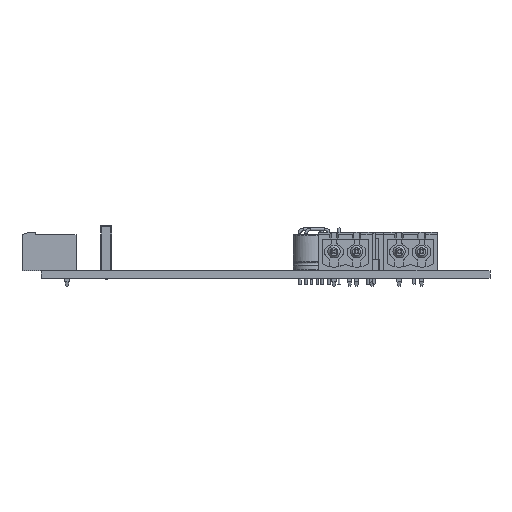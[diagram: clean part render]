
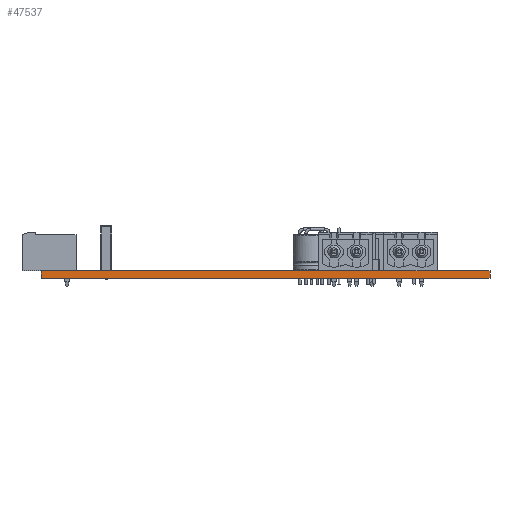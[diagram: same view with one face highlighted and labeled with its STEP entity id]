
A CAD part, front view. The second image highlights one B-rep face of the part: STEP entity #47537.
In plain terms, the highlighted planar face has unit normal (0, -1, 0).
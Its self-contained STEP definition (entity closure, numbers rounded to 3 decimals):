
#47537 = ADVANCED_FACE('',(#47538),#47552,.T.);
#47538 = FACE_BOUND('',#47539,.T.);
#47539 = EDGE_LOOP('',(#47540,#47575,#47603,#47631));
#47540 = ORIENTED_EDGE('',*,*,#47541,.T.);
#47541 = EDGE_CURVE('',#47542,#47544,#47546,.T.);
#47542 = VERTEX_POINT('',#47543);
#47543 = CARTESIAN_POINT('',(200.69,-148.782,0.));
#47544 = VERTEX_POINT('',#47545);
#47545 = CARTESIAN_POINT('',(200.69,-148.782,1.58));
#47546 = SURFACE_CURVE('',#47547,(#47551,#47563),.PCURVE_S1.);
#47547 = LINE('',#47548,#47549);
#47548 = CARTESIAN_POINT('',(200.69,-148.782,0.));
#47549 = VECTOR('',#47550,1.);
#47550 = DIRECTION('',(0.,0.,1.));
#47551 = PCURVE('',#47552,#47557);
#47552 = PLANE('',#47553);
#47553 = AXIS2_PLACEMENT_3D('',#47554,#47555,#47556);
#47554 = CARTESIAN_POINT('',(200.69,-148.782,0.));
#47555 = DIRECTION('',(0.,-1.,0.));
#47556 = DIRECTION('',(-1.,0.,0.));
#47557 = DEFINITIONAL_REPRESENTATION('',(#47558),#47562);
#47558 = LINE('',#47559,#47560);
#47559 = CARTESIAN_POINT('',(0.,-0.));
#47560 = VECTOR('',#47561,1.);
#47561 = DIRECTION('',(0.,-1.));
#47562 = ( GEOMETRIC_REPRESENTATION_CONTEXT(2) 
PARAMETRIC_REPRESENTATION_CONTEXT() REPRESENTATION_CONTEXT('2D SPACE',''
  ) );
#47563 = PCURVE('',#47564,#47569);
#47564 = PLANE('',#47565);
#47565 = AXIS2_PLACEMENT_3D('',#47566,#47567,#47568);
#47566 = CARTESIAN_POINT('',(200.69,-61.,0.));
#47567 = DIRECTION('',(1.,0.,-0.));
#47568 = DIRECTION('',(0.,-1.,0.));
#47569 = DEFINITIONAL_REPRESENTATION('',(#47570),#47574);
#47570 = LINE('',#47571,#47572);
#47571 = CARTESIAN_POINT('',(87.782,0.));
#47572 = VECTOR('',#47573,1.);
#47573 = DIRECTION('',(0.,-1.));
#47574 = ( GEOMETRIC_REPRESENTATION_CONTEXT(2) 
PARAMETRIC_REPRESENTATION_CONTEXT() REPRESENTATION_CONTEXT('2D SPACE',''
  ) );
#47575 = ORIENTED_EDGE('',*,*,#47576,.T.);
#47576 = EDGE_CURVE('',#47544,#47577,#47579,.T.);
#47577 = VERTEX_POINT('',#47578);
#47578 = CARTESIAN_POINT('',(101.,-148.782,1.58));
#47579 = SURFACE_CURVE('',#47580,(#47584,#47591),.PCURVE_S1.);
#47580 = LINE('',#47581,#47582);
#47581 = CARTESIAN_POINT('',(200.69,-148.782,1.58));
#47582 = VECTOR('',#47583,1.);
#47583 = DIRECTION('',(-1.,0.,0.));
#47584 = PCURVE('',#47552,#47585);
#47585 = DEFINITIONAL_REPRESENTATION('',(#47586),#47590);
#47586 = LINE('',#47587,#47588);
#47587 = CARTESIAN_POINT('',(0.,-1.58));
#47588 = VECTOR('',#47589,1.);
#47589 = DIRECTION('',(1.,0.));
#47590 = ( GEOMETRIC_REPRESENTATION_CONTEXT(2) 
PARAMETRIC_REPRESENTATION_CONTEXT() REPRESENTATION_CONTEXT('2D SPACE',''
  ) );
#47591 = PCURVE('',#47592,#47597);
#47592 = PLANE('',#47593);
#47593 = AXIS2_PLACEMENT_3D('',#47594,#47595,#47596);
#47594 = CARTESIAN_POINT('',(150.845,-104.891,1.58));
#47595 = DIRECTION('',(-0.,-0.,-1.));
#47596 = DIRECTION('',(-1.,0.,0.));
#47597 = DEFINITIONAL_REPRESENTATION('',(#47598),#47602);
#47598 = LINE('',#47599,#47600);
#47599 = CARTESIAN_POINT('',(-49.845,-43.891));
#47600 = VECTOR('',#47601,1.);
#47601 = DIRECTION('',(1.,0.));
#47602 = ( GEOMETRIC_REPRESENTATION_CONTEXT(2) 
PARAMETRIC_REPRESENTATION_CONTEXT() REPRESENTATION_CONTEXT('2D SPACE',''
  ) );
#47603 = ORIENTED_EDGE('',*,*,#47604,.F.);
#47604 = EDGE_CURVE('',#47605,#47577,#47607,.T.);
#47605 = VERTEX_POINT('',#47606);
#47606 = CARTESIAN_POINT('',(101.,-148.782,0.));
#47607 = SURFACE_CURVE('',#47608,(#47612,#47619),.PCURVE_S1.);
#47608 = LINE('',#47609,#47610);
#47609 = CARTESIAN_POINT('',(101.,-148.782,0.));
#47610 = VECTOR('',#47611,1.);
#47611 = DIRECTION('',(0.,0.,1.));
#47612 = PCURVE('',#47552,#47613);
#47613 = DEFINITIONAL_REPRESENTATION('',(#47614),#47618);
#47614 = LINE('',#47615,#47616);
#47615 = CARTESIAN_POINT('',(99.69,0.));
#47616 = VECTOR('',#47617,1.);
#47617 = DIRECTION('',(0.,-1.));
#47618 = ( GEOMETRIC_REPRESENTATION_CONTEXT(2) 
PARAMETRIC_REPRESENTATION_CONTEXT() REPRESENTATION_CONTEXT('2D SPACE',''
  ) );
#47619 = PCURVE('',#47620,#47625);
#47620 = PLANE('',#47621);
#47621 = AXIS2_PLACEMENT_3D('',#47622,#47623,#47624);
#47622 = CARTESIAN_POINT('',(101.,-148.782,0.));
#47623 = DIRECTION('',(-1.,0.,0.));
#47624 = DIRECTION('',(0.,1.,0.));
#47625 = DEFINITIONAL_REPRESENTATION('',(#47626),#47630);
#47626 = LINE('',#47627,#47628);
#47627 = CARTESIAN_POINT('',(0.,0.));
#47628 = VECTOR('',#47629,1.);
#47629 = DIRECTION('',(0.,-1.));
#47630 = ( GEOMETRIC_REPRESENTATION_CONTEXT(2) 
PARAMETRIC_REPRESENTATION_CONTEXT() REPRESENTATION_CONTEXT('2D SPACE',''
  ) );
#47631 = ORIENTED_EDGE('',*,*,#47632,.F.);
#47632 = EDGE_CURVE('',#47542,#47605,#47633,.T.);
#47633 = SURFACE_CURVE('',#47634,(#47638,#47645),.PCURVE_S1.);
#47634 = LINE('',#47635,#47636);
#47635 = CARTESIAN_POINT('',(200.69,-148.782,0.));
#47636 = VECTOR('',#47637,1.);
#47637 = DIRECTION('',(-1.,0.,0.));
#47638 = PCURVE('',#47552,#47639);
#47639 = DEFINITIONAL_REPRESENTATION('',(#47640),#47644);
#47640 = LINE('',#47641,#47642);
#47641 = CARTESIAN_POINT('',(0.,-0.));
#47642 = VECTOR('',#47643,1.);
#47643 = DIRECTION('',(1.,0.));
#47644 = ( GEOMETRIC_REPRESENTATION_CONTEXT(2) 
PARAMETRIC_REPRESENTATION_CONTEXT() REPRESENTATION_CONTEXT('2D SPACE',''
  ) );
#47645 = PCURVE('',#47646,#47651);
#47646 = PLANE('',#47647);
#47647 = AXIS2_PLACEMENT_3D('',#47648,#47649,#47650);
#47648 = CARTESIAN_POINT('',(150.845,-104.891,0.));
#47649 = DIRECTION('',(-0.,-0.,-1.));
#47650 = DIRECTION('',(-1.,0.,0.));
#47651 = DEFINITIONAL_REPRESENTATION('',(#47652),#47656);
#47652 = LINE('',#47653,#47654);
#47653 = CARTESIAN_POINT('',(-49.845,-43.891));
#47654 = VECTOR('',#47655,1.);
#47655 = DIRECTION('',(1.,0.));
#47656 = ( GEOMETRIC_REPRESENTATION_CONTEXT(2) 
PARAMETRIC_REPRESENTATION_CONTEXT() REPRESENTATION_CONTEXT('2D SPACE',''
  ) );
